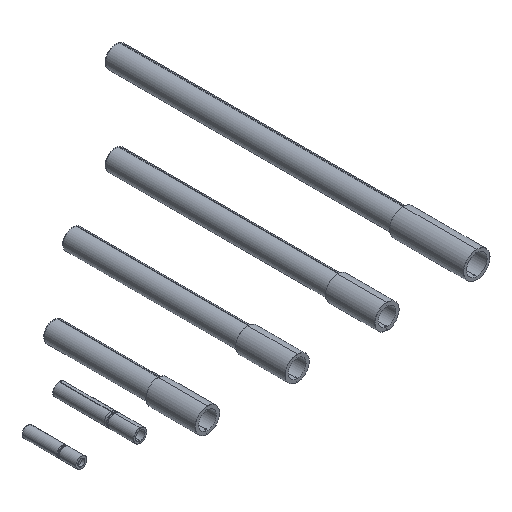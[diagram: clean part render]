
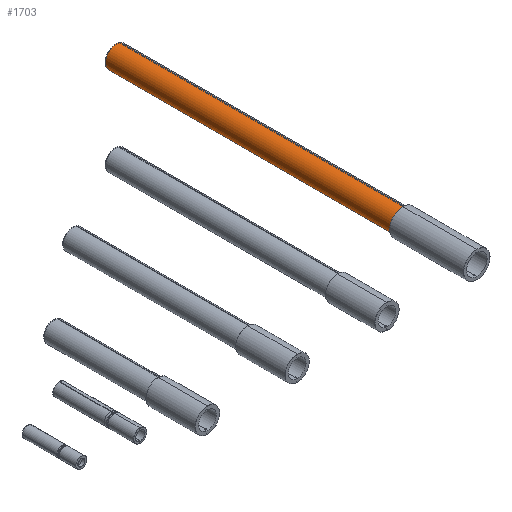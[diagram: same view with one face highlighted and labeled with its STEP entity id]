
A CAD part, isometric view. The second image highlights one B-rep face of the part: STEP entity #1703.
In plain terms, the highlighted cylindrical face has radius 60.995 mm (diameter 121.99 mm), a partial arc.
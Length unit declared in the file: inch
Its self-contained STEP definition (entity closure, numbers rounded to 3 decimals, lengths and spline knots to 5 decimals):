
#67 = VERTEX_POINT ( 'NONE', #705 ) ;
#172 = DIRECTION ( 'NONE',  ( 0., 1., 0. ) ) ;
#514 = VECTOR ( 'NONE', #5067, 39.37008 ) ;
#661 = CARTESIAN_POINT ( 'NONE',  ( 0., 64.6378, 0. ) ) ;
#688 = ORIENTED_EDGE ( 'NONE', *, *, #5185, .F. ) ;
#705 = CARTESIAN_POINT ( 'NONE',  ( 0., 0.00787, 2.40138 ) ) ;
#938 = LINE ( 'NONE', #2993, #514 ) ;
#1108 = EDGE_CURVE ( 'NONE', #5178, #67, #6411, .T. ) ;
#1132 = VERTEX_POINT ( 'NONE', #2284 ) ;
#1161 = DIRECTION ( 'NONE',  ( 0., -1., 0. ) ) ;
#1381 = CARTESIAN_POINT ( 'NONE',  ( 0., 64.6378, -2.40138 ) ) ;
#1703 = ADVANCED_FACE ( 'NONE', ( #2796 ), #4361, .T. ) ;
#1790 = DIRECTION ( 'NONE',  ( 0., -1., 0. ) ) ;
#2037 = VECTOR ( 'NONE', #1161, 39.37008 ) ;
#2248 = DIRECTION ( 'NONE',  ( 0., 0., 1. ) ) ;
#2284 = CARTESIAN_POINT ( 'NONE',  ( 0., 64.6378, 2.40138 ) ) ;
#2325 = ORIENTED_EDGE ( 'NONE', *, *, #1108, .T. ) ;
#2388 = EDGE_CURVE ( 'NONE', #1132, #4263, #5601, .T. ) ;
#2654 = AXIS2_PLACEMENT_3D ( 'NONE', #661, #2721, #4791 ) ;
#2721 = DIRECTION ( 'NONE',  ( 0., -1., 0. ) ) ;
#2796 = FACE_OUTER_BOUND ( 'NONE', #6651, .T. ) ;
#2993 = CARTESIAN_POINT ( 'NONE',  ( 0., 64.64567, 2.40138 ) ) ;
#3395 = AXIS2_PLACEMENT_3D ( 'NONE', #6446, #1790, #3843 ) ;
#3464 = AXIS2_PLACEMENT_3D ( 'NONE', #4829, #172, #2248 ) ;
#3733 = LINE ( 'NONE', #5816, #2037 ) ;
#3752 = EDGE_CURVE ( 'NONE', #4263, #5178, #3733, .T. ) ;
#3843 = DIRECTION ( 'NONE',  ( 0., 0., -1. ) ) ;
#4263 = VERTEX_POINT ( 'NONE', #1381 ) ;
#4361 = CYLINDRICAL_SURFACE ( 'NONE', #3395, 2.40138 ) ;
#4791 = DIRECTION ( 'NONE',  ( 0., 0., 1. ) ) ;
#4829 = CARTESIAN_POINT ( 'NONE',  ( 0., 0.00787, 0. ) ) ;
#5067 = DIRECTION ( 'NONE',  ( 0., -1., 0. ) ) ;
#5178 = VERTEX_POINT ( 'NONE', #6099 ) ;
#5185 = EDGE_CURVE ( 'NONE', #1132, #67, #938, .T. ) ;
#5601 = CIRCLE ( 'NONE', #2654, 2.40138 ) ;
#5685 = ORIENTED_EDGE ( 'NONE', *, *, #3752, .T. ) ;
#5816 = CARTESIAN_POINT ( 'NONE',  ( 0., 64.64567, -2.40138 ) ) ;
#6099 = CARTESIAN_POINT ( 'NONE',  ( 0., 0.00787, -2.40138 ) ) ;
#6411 = CIRCLE ( 'NONE', #3464, 2.40138 ) ;
#6446 = CARTESIAN_POINT ( 'NONE',  ( 0., 64.64567, 0. ) ) ;
#6651 = EDGE_LOOP ( 'NONE', ( #688, #6663, #5685, #2325 ) ) ;
#6663 = ORIENTED_EDGE ( 'NONE', *, *, #2388, .T. ) ;
